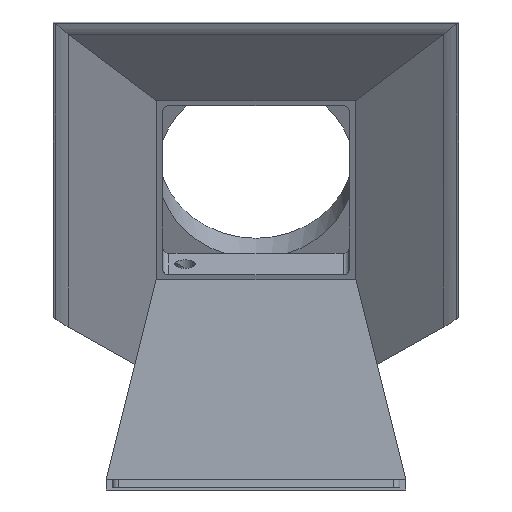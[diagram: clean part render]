
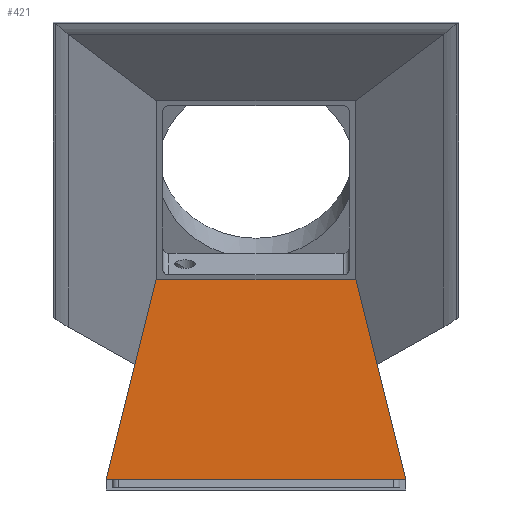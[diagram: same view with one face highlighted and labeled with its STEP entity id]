
A CAD part, front view. The second image highlights one B-rep face of the part: STEP entity #421.
In plain terms, the highlighted planar face has unit normal (0, -1, 0).
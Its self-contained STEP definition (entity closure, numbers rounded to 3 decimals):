
#112 = VERTEX_POINT('',#113);
#113 = CARTESIAN_POINT('',(74.,-22.5,4.));
#119 = EDGE_CURVE('',#120,#112,#122,.T.);
#120 = VERTEX_POINT('',#121);
#121 = CARTESIAN_POINT('',(49.414,-22.5,102.342));
#122 = LINE('',#123,#124);
#123 = CARTESIAN_POINT('',(49.,-22.5,104.));
#124 = VECTOR('',#125,1.);
#125 = DIRECTION('',(0.243,0.,-0.97));
#340 = VERTEX_POINT('',#341);
#341 = CARTESIAN_POINT('',(49.,-22.5,102.699));
#347 = EDGE_CURVE('',#340,#120,#348,.T.);
#348 = LINE('',#349,#350);
#349 = CARTESIAN_POINT('',(23.852,-22.5,124.357));
#350 = VECTOR('',#351,1.);
#351 = DIRECTION('',(0.758,0.,-0.653));
#421 = ADVANCED_FACE('',(#422),#472,.F.);
#422 = FACE_BOUND('',#423,.F.);
#423 = EDGE_LOOP('',(#424,#425,#433,#441,#449,#457,#465,#471));
#424 = ORIENTED_EDGE('',*,*,#119,.T.);
#425 = ORIENTED_EDGE('',*,*,#426,.F.);
#426 = EDGE_CURVE('',#427,#112,#429,.T.);
#427 = VERTEX_POINT('',#428);
#428 = CARTESIAN_POINT('',(-74.,-22.5,4.));
#429 = LINE('',#430,#431);
#430 = CARTESIAN_POINT('',(-74.,-22.5,4.));
#431 = VECTOR('',#432,1.);
#432 = DIRECTION('',(1.,0.,0.));
#433 = ORIENTED_EDGE('',*,*,#434,.F.);
#434 = EDGE_CURVE('',#435,#427,#437,.T.);
#435 = VERTEX_POINT('',#436);
#436 = CARTESIAN_POINT('',(-49.414,-22.5,102.342));
#437 = LINE('',#438,#439);
#438 = CARTESIAN_POINT('',(-49.,-22.5,104.));
#439 = VECTOR('',#440,1.);
#440 = DIRECTION('',(-0.243,-0.,-0.97));
#441 = ORIENTED_EDGE('',*,*,#442,.F.);
#442 = EDGE_CURVE('',#443,#435,#445,.T.);
#443 = VERTEX_POINT('',#444);
#444 = CARTESIAN_POINT('',(-49.,-22.5,102.699));
#445 = LINE('',#446,#447);
#446 = CARTESIAN_POINT('',(-66.339,-22.5,87.766));
#447 = VECTOR('',#448,1.);
#448 = DIRECTION('',(-0.758,0.,-0.653));
#449 = ORIENTED_EDGE('',*,*,#450,.F.);
#450 = EDGE_CURVE('',#451,#443,#453,.T.);
#451 = VERTEX_POINT('',#452);
#452 = CARTESIAN_POINT('',(-49.,-22.5,102.723));
#453 = LINE('',#454,#455);
#454 = CARTESIAN_POINT('',(-49.,-22.5,98.129));
#455 = VECTOR('',#456,1.);
#456 = DIRECTION('',(0.,0.,-1.));
#457 = ORIENTED_EDGE('',*,*,#458,.T.);
#458 = EDGE_CURVE('',#451,#459,#461,.T.);
#459 = VERTEX_POINT('',#460);
#460 = CARTESIAN_POINT('',(49.,-22.5,102.723));
#461 = LINE('',#462,#463);
#462 = CARTESIAN_POINT('',(-61.5,-22.5,102.723));
#463 = VECTOR('',#464,1.);
#464 = DIRECTION('',(1.,0.,0.));
#465 = ORIENTED_EDGE('',*,*,#466,.T.);
#466 = EDGE_CURVE('',#459,#340,#467,.T.);
#467 = LINE('',#468,#469);
#468 = CARTESIAN_POINT('',(49.,-22.5,98.129));
#469 = VECTOR('',#470,1.);
#470 = DIRECTION('',(0.,0.,-1.));
#471 = ORIENTED_EDGE('',*,*,#347,.T.);
#472 = PLANE('',#473);
#473 = AXIS2_PLACEMENT_3D('',#474,#475,#476);
#474 = CARTESIAN_POINT('',(-74.,-22.5,4.));
#475 = DIRECTION('',(0.,1.,0.));
#476 = DIRECTION('',(1.,0.,0.));
